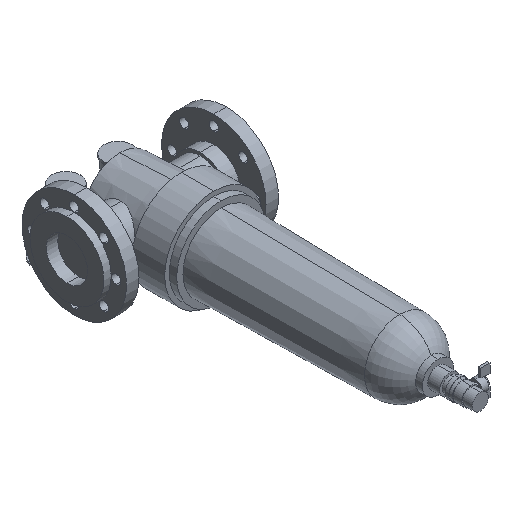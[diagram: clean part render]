
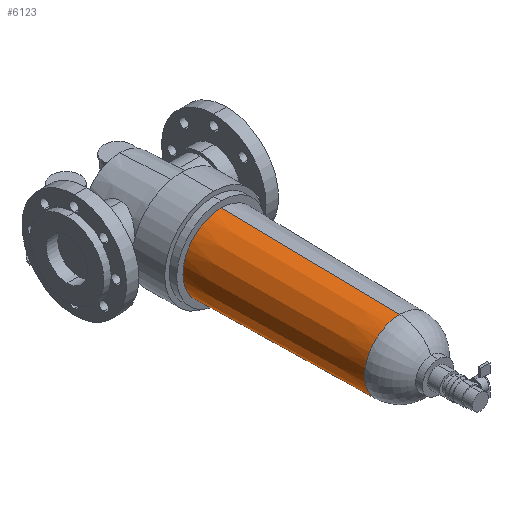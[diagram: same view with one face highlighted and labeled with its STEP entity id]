
A CAD part, isometric view. The second image highlights one B-rep face of the part: STEP entity #6123.
In plain terms, the highlighted conical face has half-angle 0.921 degrees and reference radius 73 mm.
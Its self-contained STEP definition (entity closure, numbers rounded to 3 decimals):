
#6 = DIRECTION ( 'NONE',  ( 0., -1., 0. ) ) ;
#59 = CARTESIAN_POINT ( 'NONE',  ( 0., -135.5, 0. ) ) ;
#229 = CIRCLE ( 'NONE', #671, 67.5 ) ;
#495 = LINE ( 'NONE', #7925, #2255 ) ;
#598 = ORIENTED_EDGE ( 'NONE', *, *, #8734, .F. ) ;
#671 = AXIS2_PLACEMENT_3D ( 'NONE', #2766, #6972, #2060 ) ;
#692 = CARTESIAN_POINT ( 'NONE',  ( 0., -135.5, 0. ) ) ;
#755 = FACE_OUTER_BOUND ( 'NONE', #2792, .T. ) ;
#976 = CARTESIAN_POINT ( 'NONE',  ( 0., -477.5, -67.5 ) ) ;
#1204 = ORIENTED_EDGE ( 'NONE', *, *, #2824, .T. ) ;
#1220 = CARTESIAN_POINT ( 'NONE',  ( 0., -135.5, 73. ) ) ;
#1235 = VERTEX_POINT ( 'NONE', #8991 ) ;
#1499 = CONICAL_SURFACE ( 'NONE', #7005, 73., 0.016 ) ;
#1954 = VERTEX_POINT ( 'NONE', #7128 ) ;
#2018 = DIRECTION ( 'NONE',  ( 0., 1., 0.016 ) ) ;
#2031 = LINE ( 'NONE', #1220, #7201 ) ;
#2060 = DIRECTION ( 'NONE',  ( 0., 0., -1. ) ) ;
#2255 = VECTOR ( 'NONE', #5110, 1000. ) ;
#2766 = CARTESIAN_POINT ( 'NONE',  ( 0., -477.5, 0. ) ) ;
#2776 = EDGE_CURVE ( 'NONE', #7330, #1235, #495, .T. ) ;
#2792 = EDGE_LOOP ( 'NONE', ( #9009, #598, #1204, #7015 ) ) ;
#2824 = EDGE_CURVE ( 'NONE', #1954, #7074, #2031, .T. ) ;
#3304 = DIRECTION ( 'NONE',  ( 0., 0., -1. ) ) ;
#5110 = DIRECTION ( 'NONE',  ( 0., 1., -0.016 ) ) ;
#5928 = DIRECTION ( 'NONE',  ( 0., 1., 0. ) ) ;
#6014 = CIRCLE ( 'NONE', #6062, 73. ) ;
#6053 = EDGE_CURVE ( 'NONE', #7074, #1235, #6014, .T. ) ;
#6062 = AXIS2_PLACEMENT_3D ( 'NONE', #59, #6, #3304 ) ;
#6123 = ADVANCED_FACE ( 'NONE', ( #755 ), #1499, .T. ) ;
#6767 = CARTESIAN_POINT ( 'NONE',  ( 0., -135.5, 73. ) ) ;
#6972 = DIRECTION ( 'NONE',  ( 0., -1., 0. ) ) ;
#7005 = AXIS2_PLACEMENT_3D ( 'NONE', #692, #5928, #8483 ) ;
#7015 = ORIENTED_EDGE ( 'NONE', *, *, #6053, .T. ) ;
#7074 = VERTEX_POINT ( 'NONE', #6767 ) ;
#7128 = CARTESIAN_POINT ( 'NONE',  ( 0., -477.5, 67.5 ) ) ;
#7201 = VECTOR ( 'NONE', #2018, 1000. ) ;
#7330 = VERTEX_POINT ( 'NONE', #976 ) ;
#7925 = CARTESIAN_POINT ( 'NONE',  ( 0., -135.5, -73. ) ) ;
#8483 = DIRECTION ( 'NONE',  ( 0., 0., 1. ) ) ;
#8734 = EDGE_CURVE ( 'NONE', #1954, #7330, #229, .T. ) ;
#8991 = CARTESIAN_POINT ( 'NONE',  ( 0., -135.5, -73. ) ) ;
#9009 = ORIENTED_EDGE ( 'NONE', *, *, #2776, .F. ) ;
